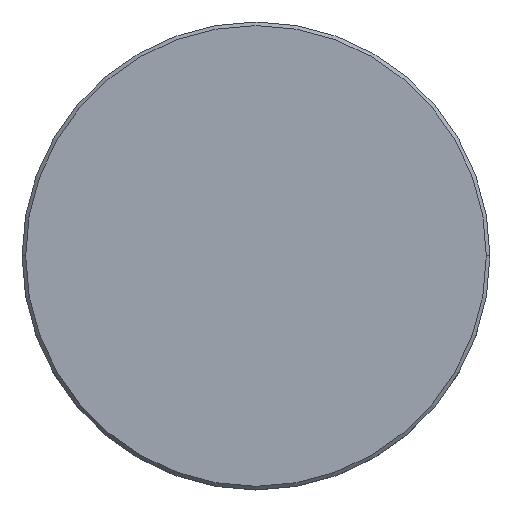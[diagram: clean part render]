
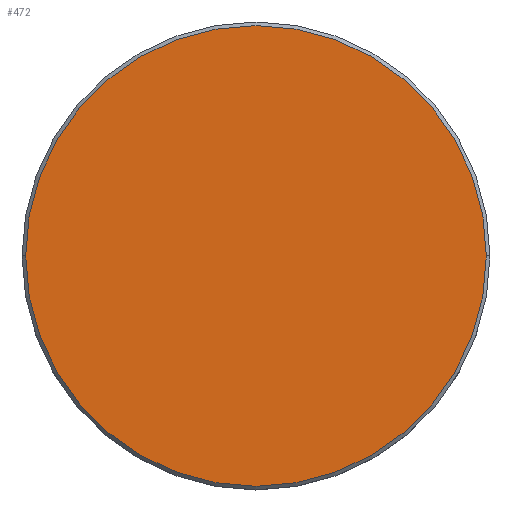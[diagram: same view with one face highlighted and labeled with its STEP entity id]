
A CAD part, top view. The second image highlights one B-rep face of the part: STEP entity #472.
In plain terms, the highlighted planar face has unit normal (0, 0, 1).
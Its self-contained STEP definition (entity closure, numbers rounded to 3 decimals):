
#75 = PLANE ( 'NONE',  #267 ) ;
#225 = ORIENTED_EDGE ( 'NONE', *, *, #1142, .T. ) ;
#227 = DIRECTION ( 'NONE',  ( 0., 0., 1. ) ) ;
#248 = DIRECTION ( 'NONE',  ( 1., 0., 0. ) ) ;
#267 = AXIS2_PLACEMENT_3D ( 'NONE', #341, #907, #714 ) ;
#341 = CARTESIAN_POINT ( 'NONE',  ( 0., 0., 0. ) ) ;
#472 = ADVANCED_FACE ( 'NONE', ( #729 ), #75, .T. ) ;
#623 = CIRCLE ( 'NONE', #917, 32. ) ;
#628 = CARTESIAN_POINT ( 'NONE',  ( 0., 0., 0. ) ) ;
#686 = CIRCLE ( 'NONE', #837, 32. ) ;
#688 = EDGE_LOOP ( 'NONE', ( #225, #1160 ) ) ;
#714 = DIRECTION ( 'NONE',  ( 1., 0., 0. ) ) ;
#729 = FACE_OUTER_BOUND ( 'NONE', #688, .T. ) ;
#734 = CARTESIAN_POINT ( 'NONE',  ( 32., 0., 0. ) ) ;
#837 = AXIS2_PLACEMENT_3D ( 'NONE', #628, #905, #248 ) ;
#866 = CARTESIAN_POINT ( 'NONE',  ( 0., 0., 0. ) ) ;
#867 = EDGE_CURVE ( 'NONE', #995, #972, #686, .T. ) ;
#905 = DIRECTION ( 'NONE',  ( 0., 0., 1. ) ) ;
#907 = DIRECTION ( 'NONE',  ( 0., 0., 1. ) ) ;
#917 = AXIS2_PLACEMENT_3D ( 'NONE', #866, #227, #1131 ) ;
#972 = VERTEX_POINT ( 'NONE', #978 ) ;
#978 = CARTESIAN_POINT ( 'NONE',  ( -32., 0., 0. ) ) ;
#995 = VERTEX_POINT ( 'NONE', #734 ) ;
#1131 = DIRECTION ( 'NONE',  ( 1., 0., 0. ) ) ;
#1142 = EDGE_CURVE ( 'NONE', #972, #995, #623, .T. ) ;
#1160 = ORIENTED_EDGE ( 'NONE', *, *, #867, .T. ) ;
